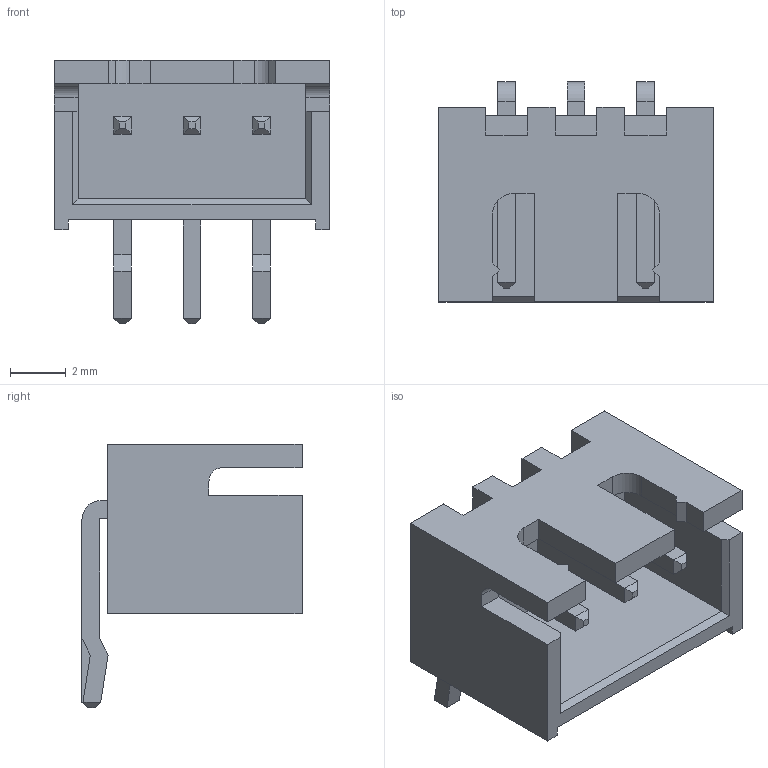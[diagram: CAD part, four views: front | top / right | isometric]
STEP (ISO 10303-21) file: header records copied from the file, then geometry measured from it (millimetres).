
FILE_DESCRIPTION(('FreeCAD Model'),'2;1');
FILE_NAME('Open CASCADE Shape Model','2025-11-12T16:58:55',(''),(''), 'Open CASCADE STEP processor 7.8','FreeCAD','Unknown');
FILE_SCHEMA(('AUTOMOTIVE_DESIGN { 1 0 10303 214 1 1 1 1 }'));
Length unit declared in the file: millimetre
Products named in the file (1): Body
Bounding box: 9.9 x 7.92 x 9.5 mm (x, y, z)
Volume: 210.1 mm3; surface area: 563.8 mm2
Topology: 1 solids, 1 shells, 133 faces, 357 edges, 232 vertices
Faces by surface type: plane 123, cylinder 10
Entity records: 4089 total; most frequent: CARTESIAN_POINT 723, ORIENTED_EDGE 714, DIRECTION 645, EDGE_CURVE 357, LINE 337, VECTOR 337, VERTEX_POINT 232, AXIS2_PLACEMENT_3D 154
